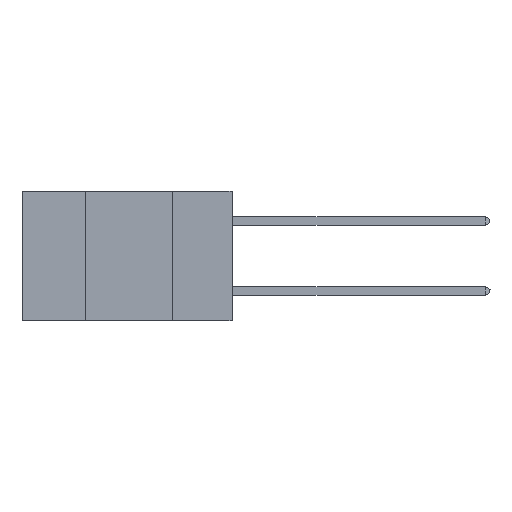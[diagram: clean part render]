
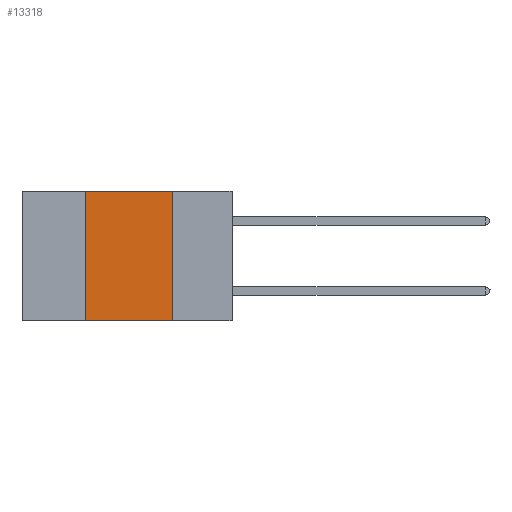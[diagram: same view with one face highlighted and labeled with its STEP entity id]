
A CAD part, left-side view. The second image highlights one B-rep face of the part: STEP entity #13318.
In plain terms, the highlighted planar face has unit normal (-1, 0, 0).
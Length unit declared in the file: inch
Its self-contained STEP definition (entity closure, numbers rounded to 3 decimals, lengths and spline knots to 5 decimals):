
#1140 = EDGE_CURVE ( 'NONE', #13079, #10526, #21927, .T. ) ;
#2970 = VERTEX_POINT ( 'NONE', #25148 ) ;
#3790 = CARTESIAN_POINT ( 'NONE',  ( 0., 0.17, -0.37 ) ) ;
#4391 = PLANE ( 'NONE',  #24318 ) ;
#6094 = FACE_OUTER_BOUND ( 'NONE', #20283, .T. ) ;
#6313 = CARTESIAN_POINT ( 'NONE',  ( 0., 0.17, 0. ) ) ;
#6901 = ORIENTED_EDGE ( 'NONE', *, *, #15993, .T. ) ;
#7530 = CARTESIAN_POINT ( 'NONE',  ( 0., 0.42, 0. ) ) ;
#7773 = CARTESIAN_POINT ( 'NONE',  ( 0., 0.6, 0. ) ) ;
#8471 = DIRECTION ( 'NONE',  ( 1., 0., 0. ) ) ;
#8568 = VERTEX_POINT ( 'NONE', #19650 ) ;
#10526 = VERTEX_POINT ( 'NONE', #3790 ) ;
#10704 = ORIENTED_EDGE ( 'NONE', *, *, #24254, .F. ) ;
#12024 = DIRECTION ( 'NONE',  ( 0., -1., 0. ) ) ;
#12275 = VECTOR ( 'NONE', #21142, 39.37008 ) ;
#13079 = VERTEX_POINT ( 'NONE', #20981 ) ;
#13121 = ORIENTED_EDGE ( 'NONE', *, *, #18557, .F. ) ;
#13318 = ADVANCED_FACE ( 'NONE', ( #6094 ), #4391, .F. ) ;
#15113 = LINE ( 'NONE', #23680, #16005 ) ;
#15390 = DIRECTION ( 'NONE',  ( 0., -1., 0. ) ) ;
#15391 = ORIENTED_EDGE ( 'NONE', *, *, #1140, .F. ) ;
#15993 = EDGE_CURVE ( 'NONE', #2970, #10526, #15113, .T. ) ;
#16005 = VECTOR ( 'NONE', #12024, 39.37008 ) ;
#17450 = VECTOR ( 'NONE', #15390, 39.37008 ) ;
#18006 = CARTESIAN_POINT ( 'NONE',  ( 0., 0.6, 0. ) ) ;
#18557 = EDGE_CURVE ( 'NONE', #8568, #13079, #20792, .T. ) ;
#19650 = CARTESIAN_POINT ( 'NONE',  ( 0., 0.42, 0. ) ) ;
#20115 = DIRECTION ( 'NONE',  ( 0., 0., -1. ) ) ;
#20283 = EDGE_LOOP ( 'NONE', ( #15391, #13121, #10704, #6901 ) ) ;
#20792 = LINE ( 'NONE', #7773, #17450 ) ;
#20981 = CARTESIAN_POINT ( 'NONE',  ( 0., 0.17, 0. ) ) ;
#21142 = DIRECTION ( 'NONE',  ( 0., 0., 1. ) ) ;
#21927 = LINE ( 'NONE', #6313, #24065 ) ;
#23203 = LINE ( 'NONE', #7530, #12275 ) ;
#23680 = CARTESIAN_POINT ( 'NONE',  ( 0., 0.6, -0.37 ) ) ;
#23753 = DIRECTION ( 'NONE',  ( 0., 0., -1. ) ) ;
#24065 = VECTOR ( 'NONE', #23753, 39.37008 ) ;
#24254 = EDGE_CURVE ( 'NONE', #2970, #8568, #23203, .T. ) ;
#24318 = AXIS2_PLACEMENT_3D ( 'NONE', #18006, #8471, #20115 ) ;
#25148 = CARTESIAN_POINT ( 'NONE',  ( 0., 0.42, -0.37 ) ) ;
